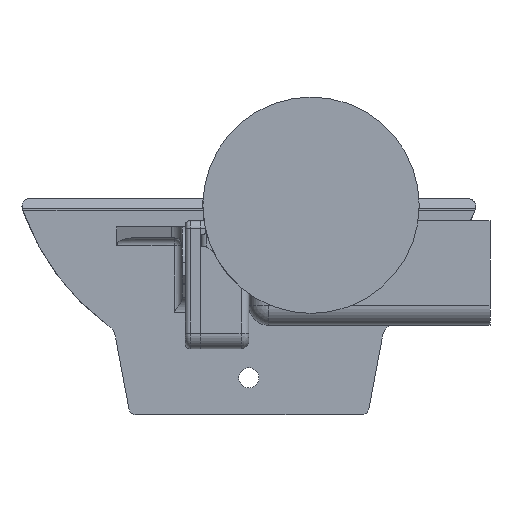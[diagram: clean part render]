
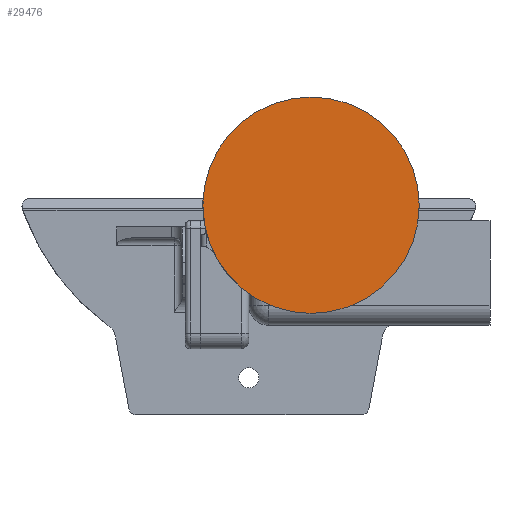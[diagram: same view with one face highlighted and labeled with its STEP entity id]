
A CAD part, left-side view. The second image highlights one B-rep face of the part: STEP entity #29476.
In plain terms, the highlighted planar face has unit normal (-1, 0, 0).
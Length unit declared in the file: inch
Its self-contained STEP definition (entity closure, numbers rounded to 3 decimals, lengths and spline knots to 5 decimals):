
#1502=CIRCLE('',#31746,0.6875);
#3773=FACE_OUTER_BOUND('',#5516,.T.);
#5516=EDGE_LOOP('',(#26733));
#14389=VERTEX_POINT('',#50475);
#18505=EDGE_CURVE('',#14389,#14389,#1502,.T.);
#26733=ORIENTED_EDGE('',*,*,#18505,.T.);
#27864=PLANE('',#31747);
#29476=ADVANCED_FACE('',(#3773),#27864,.F.);
#31746=AXIS2_PLACEMENT_3D('',#50476,#38928,#38929);
#31747=AXIS2_PLACEMENT_3D('',#50478,#38931,#38932);
#38928=DIRECTION('center_axis',(-1.,0.,0.));
#38929=DIRECTION('ref_axis',(0.,0.,-1.));
#38931=DIRECTION('center_axis',(1.,0.,0.));
#38932=DIRECTION('ref_axis',(0.,0.,-1.));
#50475=CARTESIAN_POINT('',(-1.7725,-0.395,1.1925));
#50476=CARTESIAN_POINT('Origin',(-1.7725,-0.395,0.505));
#50478=CARTESIAN_POINT('Origin',(-1.7725,-0.395,0.505));
